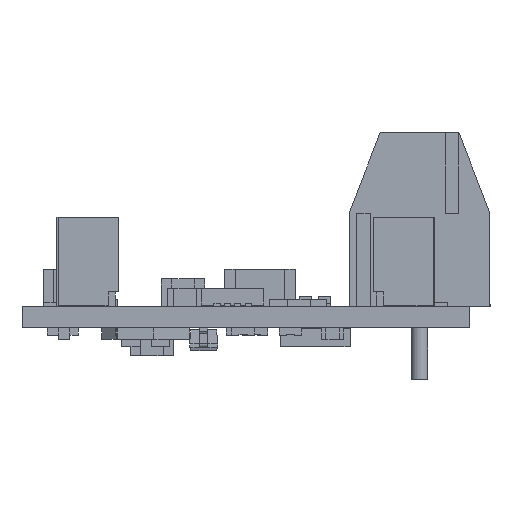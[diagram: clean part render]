
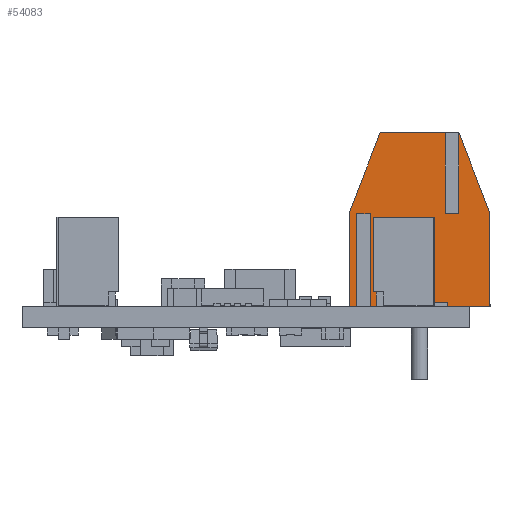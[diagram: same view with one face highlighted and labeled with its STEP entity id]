
A CAD part, front view. The second image highlights one B-rep face of the part: STEP entity #54083.
In plain terms, the highlighted planar face has unit normal (0, -1, 0).
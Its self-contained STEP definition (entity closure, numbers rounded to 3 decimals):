
#1716 = CARTESIAN_POINT ( 'NONE',  ( 16.147, 18.245, 1.016 ) ) ;
#2080 = CARTESIAN_POINT ( 'NONE',  ( 16.147, 18.245, 5.516 ) ) ;
#3097 = EDGE_CURVE ( 'NONE', #15684, #4529, #41165, .T. ) ;
#3295 = VERTEX_POINT ( 'NONE', #79350 ) ;
#3493 = LINE ( 'NONE', #24726, #37043 ) ;
#4029 = ORIENTED_EDGE ( 'NONE', *, *, #84714, .F. ) ;
#4529 = VERTEX_POINT ( 'NONE', #83014 ) ;
#4616 = VECTOR ( 'NONE', #77949, 1000. ) ;
#5809 = DIRECTION ( 'NONE',  ( 0., -1., 0. ) ) ;
#5941 = VERTEX_POINT ( 'NONE', #20483 ) ;
#6488 = VERTEX_POINT ( 'NONE', #36330 ) ;
#7618 = ORIENTED_EDGE ( 'NONE', *, *, #30997, .T. ) ;
#8717 = EDGE_CURVE ( 'NONE', #53393, #52780, #47916, .T. ) ;
#9088 = EDGE_CURVE ( 'NONE', #10550, #3295, #20368, .T. ) ;
#10550 = VERTEX_POINT ( 'NONE', #53708 ) ;
#11003 = VECTOR ( 'NONE', #19678, 1000. ) ;
#11347 = ORIENTED_EDGE ( 'NONE', *, *, #69476, .F. ) ;
#12201 = VERTEX_POINT ( 'NONE', #40836 ) ;
#13590 = FACE_OUTER_BOUND ( 'NONE', #45581, .T. ) ;
#15684 = VERTEX_POINT ( 'NONE', #79515 ) ;
#15928 = DIRECTION ( 'NONE',  ( 0., 0., -1. ) ) ;
#16387 = EDGE_CURVE ( 'NONE', #15684, #10550, #41904, .T. ) ;
#17326 = VERTEX_POINT ( 'NONE', #81897 ) ;
#17626 = ORIENTED_EDGE ( 'NONE', *, *, #9088, .T. ) ;
#18474 = CARTESIAN_POINT ( 'NONE',  ( 16.797, 18.245, 1.016 ) ) ;
#19678 = DIRECTION ( 'NONE',  ( 0., 0., -1. ) ) ;
#20208 = VECTOR ( 'NONE', #24260, 1000. ) ;
#20368 = LINE ( 'NONE', #46062, #42689 ) ;
#20483 = CARTESIAN_POINT ( 'NONE',  ( 21.077, 18.245, 5.516 ) ) ;
#22619 = VECTOR ( 'NONE', #67872, 1000. ) ;
#23003 = ORIENTED_EDGE ( 'NONE', *, *, #70969, .T. ) ;
#23434 = EDGE_CURVE ( 'NONE', #3295, #53393, #39659, .T. ) ;
#23810 = ORIENTED_EDGE ( 'NONE', *, *, #72015, .F. ) ;
#23898 = ORIENTED_EDGE ( 'NONE', *, *, #16387, .T. ) ;
#24260 = DIRECTION ( 'NONE',  ( 0., 0., 1. ) ) ;
#24352 = DIRECTION ( 'NONE',  ( 1., 0., 0. ) ) ;
#24726 = CARTESIAN_POINT ( 'NONE',  ( 22.577, 18.245, 5.516 ) ) ;
#25336 = CARTESIAN_POINT ( 'NONE',  ( 20.427, 18.245, 5.516 ) ) ;
#26285 = ORIENTED_EDGE ( 'NONE', *, *, #55333, .T. ) ;
#26624 = VERTEX_POINT ( 'NONE', #68743 ) ;
#27904 = ORIENTED_EDGE ( 'NONE', *, *, #3097, .F. ) ;
#30775 = LINE ( 'NONE', #57304, #20208 ) ;
#30997 = EDGE_CURVE ( 'NONE', #6488, #26624, #3493, .T. ) ;
#31398 = AXIS2_PLACEMENT_3D ( 'NONE', #52323, #5809, #33994 ) ;
#32776 = LINE ( 'NONE', #64935, #11003 ) ;
#33994 = DIRECTION ( 'NONE',  ( 0., 0., -1. ) ) ;
#35822 = VECTOR ( 'NONE', #49583, 1000. ) ;
#35927 = LINE ( 'NONE', #2080, #79196 ) ;
#36330 = CARTESIAN_POINT ( 'NONE',  ( 22.577, 18.245, 5.516 ) ) ;
#37043 = VECTOR ( 'NONE', #70393, 1000. ) ;
#38198 = CARTESIAN_POINT ( 'NONE',  ( 22.577, 18.245, 1.016 ) ) ;
#39524 = DIRECTION ( 'NONE',  ( -0.359, 0., -0.933 ) ) ;
#39659 = LINE ( 'NONE', #79234, #75652 ) ;
#40836 = CARTESIAN_POINT ( 'NONE',  ( 16.797, 18.245, 5.516 ) ) ;
#41165 = LINE ( 'NONE', #67658, #83026 ) ;
#41375 = CARTESIAN_POINT ( 'NONE',  ( 15.777, 18.245, 1.016 ) ) ;
#41904 = LINE ( 'NONE', #83512, #51668 ) ;
#42689 = VECTOR ( 'NONE', #39524, 1000. ) ;
#43621 = CARTESIAN_POINT ( 'NONE',  ( 22.577, 18.245, 1.016 ) ) ;
#45581 = EDGE_LOOP ( 'NONE', ( #23810, #4029, #27904, #23898, #17626, #76630, #78191, #82897, #11347, #78589, #23003, #26285, #7618 ) ) ;
#46062 = CARTESIAN_POINT ( 'NONE',  ( 17.277, 18.245, 9.416 ) ) ;
#46213 = PLANE ( 'NONE',  #31398 ) ;
#47916 = LINE ( 'NONE', #41375, #22619 ) ;
#48686 = VERTEX_POINT ( 'NONE', #18474 ) ;
#49583 = DIRECTION ( 'NONE',  ( 0., 0., 1. ) ) ;
#51285 = LINE ( 'NONE', #38198, #35822 ) ;
#51441 = LINE ( 'NONE', #25336, #4616 ) ;
#51668 = VECTOR ( 'NONE', #75398, 1000. ) ;
#52323 = CARTESIAN_POINT ( 'NONE',  ( 19.177, 18.245, 1.016 ) ) ;
#52780 = VERTEX_POINT ( 'NONE', #1716 ) ;
#53393 = VERTEX_POINT ( 'NONE', #60106 ) ;
#53708 = CARTESIAN_POINT ( 'NONE',  ( 17.277, 18.245, 9.416 ) ) ;
#54083 = ADVANCED_FACE ( 'NONE', ( #13590 ), #46213, .T. ) ;
#55333 = EDGE_CURVE ( 'NONE', #58595, #6488, #51285, .T. ) ;
#55667 = LINE ( 'NONE', #76152, #83966 ) ;
#57304 = CARTESIAN_POINT ( 'NONE',  ( 21.077, 18.245, 9.416 ) ) ;
#58595 = VERTEX_POINT ( 'NONE', #43621 ) ;
#59614 = DIRECTION ( 'NONE',  ( 0., 0., -1. ) ) ;
#60106 = CARTESIAN_POINT ( 'NONE',  ( 15.777, 18.245, 1.016 ) ) ;
#60857 = EDGE_CURVE ( 'NONE', #17326, #52780, #32776, .T. ) ;
#62564 = CARTESIAN_POINT ( 'NONE',  ( 16.797, 18.245, 1.016 ) ) ;
#62982 = DIRECTION ( 'NONE',  ( 0., 0., 1. ) ) ;
#64935 = CARTESIAN_POINT ( 'NONE',  ( 16.147, 18.245, 1.016 ) ) ;
#67658 = CARTESIAN_POINT ( 'NONE',  ( 20.427, 18.245, 9.416 ) ) ;
#67872 = DIRECTION ( 'NONE',  ( 1., 0., 0. ) ) ;
#68743 = CARTESIAN_POINT ( 'NONE',  ( 21.077, 18.245, 9.416 ) ) ;
#69476 = EDGE_CURVE ( 'NONE', #12201, #17326, #35927, .T. ) ;
#70393 = DIRECTION ( 'NONE',  ( -0.359, 0., 0.933 ) ) ;
#70969 = EDGE_CURVE ( 'NONE', #48686, #58595, #55667, .T. ) ;
#72015 = EDGE_CURVE ( 'NONE', #5941, #26624, #30775, .T. ) ;
#74719 = VECTOR ( 'NONE', #62982, 1000. ) ;
#75398 = DIRECTION ( 'NONE',  ( -1., 0., 0. ) ) ;
#75652 = VECTOR ( 'NONE', #59614, 1000. ) ;
#76152 = CARTESIAN_POINT ( 'NONE',  ( 15.777, 18.245, 1.016 ) ) ;
#76630 = ORIENTED_EDGE ( 'NONE', *, *, #23434, .T. ) ;
#77949 = DIRECTION ( 'NONE',  ( 1., 0., 0. ) ) ;
#78191 = ORIENTED_EDGE ( 'NONE', *, *, #8717, .T. ) ;
#78589 = ORIENTED_EDGE ( 'NONE', *, *, #80935, .F. ) ;
#79196 = VECTOR ( 'NONE', #82019, 1000. ) ;
#79234 = CARTESIAN_POINT ( 'NONE',  ( 15.777, 18.245, 5.516 ) ) ;
#79350 = CARTESIAN_POINT ( 'NONE',  ( 15.777, 18.245, 5.516 ) ) ;
#79515 = CARTESIAN_POINT ( 'NONE',  ( 20.427, 18.245, 9.416 ) ) ;
#80935 = EDGE_CURVE ( 'NONE', #48686, #12201, #83066, .T. ) ;
#81897 = CARTESIAN_POINT ( 'NONE',  ( 16.147, 18.245, 5.516 ) ) ;
#82019 = DIRECTION ( 'NONE',  ( -1., 0., 0. ) ) ;
#82897 = ORIENTED_EDGE ( 'NONE', *, *, #60857, .F. ) ;
#83014 = CARTESIAN_POINT ( 'NONE',  ( 20.427, 18.245, 5.516 ) ) ;
#83026 = VECTOR ( 'NONE', #15928, 1000. ) ;
#83066 = LINE ( 'NONE', #62564, #74719 ) ;
#83512 = CARTESIAN_POINT ( 'NONE',  ( 21.077, 18.245, 9.416 ) ) ;
#83966 = VECTOR ( 'NONE', #24352, 1000. ) ;
#84714 = EDGE_CURVE ( 'NONE', #4529, #5941, #51441, .T. ) ;
